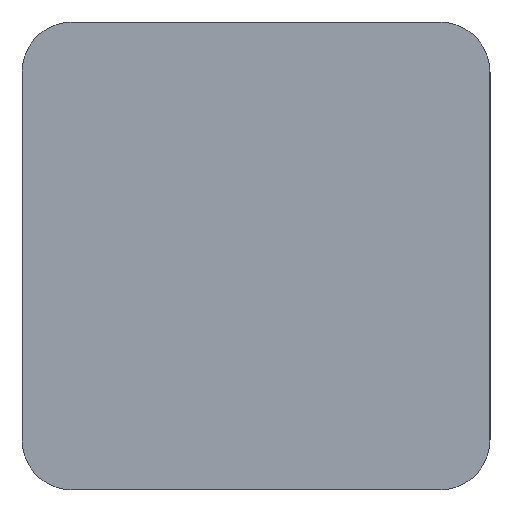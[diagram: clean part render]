
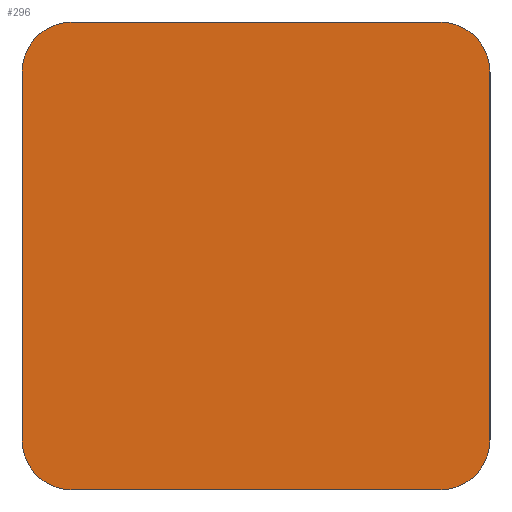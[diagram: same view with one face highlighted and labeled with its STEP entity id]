
A CAD part, front view. The second image highlights one B-rep face of the part: STEP entity #296.
In plain terms, the highlighted planar face has unit normal (0, -1, 0).
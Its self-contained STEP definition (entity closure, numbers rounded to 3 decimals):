
#27=PLANE('',#338);
#44=FACE_OUTER_BOUND('',#62,.T.);
#62=EDGE_LOOP('',(#251,#252,#253,#254,#255,#256,#257,#258));
#74=LINE('',#457,#103);
#84=LINE('',#485,#113);
#87=LINE('',#494,#116);
#89=LINE('',#499,#118);
#103=VECTOR('',#370,10.);
#113=VECTOR('',#394,10.);
#116=VECTOR('',#403,10.);
#118=VECTOR('',#411,10.);
#129=CIRCLE('',#322,1.5);
#134=CIRCLE('',#330,1.5);
#135=CIRCLE('',#333,1.5);
#136=CIRCLE('',#336,1.5);
#139=VERTEX_POINT('',#444);
#140=VERTEX_POINT('',#445);
#144=VERTEX_POINT('',#455);
#154=VERTEX_POINT('',#479);
#155=VERTEX_POINT('',#483);
#156=VERTEX_POINT('',#487);
#157=VERTEX_POINT('',#488);
#158=VERTEX_POINT('',#493);
#166=EDGE_CURVE('',#139,#140,#129,.T.);
#172=EDGE_CURVE('',#139,#144,#74,.T.);
#183=EDGE_CURVE('',#154,#144,#134,.T.);
#186=EDGE_CURVE('',#154,#155,#84,.T.);
#187=EDGE_CURVE('',#156,#157,#135,.T.);
#190=EDGE_CURVE('',#158,#157,#87,.T.);
#192=EDGE_CURVE('',#158,#155,#136,.T.);
#193=EDGE_CURVE('',#156,#140,#89,.T.);
#251=ORIENTED_EDGE('',*,*,#166,.F.);
#252=ORIENTED_EDGE('',*,*,#172,.T.);
#253=ORIENTED_EDGE('',*,*,#183,.F.);
#254=ORIENTED_EDGE('',*,*,#186,.T.);
#255=ORIENTED_EDGE('',*,*,#192,.F.);
#256=ORIENTED_EDGE('',*,*,#190,.T.);
#257=ORIENTED_EDGE('',*,*,#187,.F.);
#258=ORIENTED_EDGE('',*,*,#193,.T.);
#296=ADVANCED_FACE('',(#44),#27,.T.);
#322=AXIS2_PLACEMENT_3D('',#446,#360,#361);
#330=AXIS2_PLACEMENT_3D('',#480,#388,#389);
#333=AXIS2_PLACEMENT_3D('',#489,#397,#398);
#336=AXIS2_PLACEMENT_3D('',#497,#407,#408);
#338=AXIS2_PLACEMENT_3D('',#500,#412,#413);
#360=DIRECTION('center_axis',(0.,1.,0.));
#361=DIRECTION('ref_axis',(-0.707,0.,-0.707));
#370=DIRECTION('',(1.,0.,0.));
#388=DIRECTION('center_axis',(0.,1.,0.));
#389=DIRECTION('ref_axis',(0.707,0.,-0.707));
#394=DIRECTION('',(0.,0.,1.));
#397=DIRECTION('center_axis',(0.,1.,0.));
#398=DIRECTION('ref_axis',(-0.707,0.,0.707));
#403=DIRECTION('',(-1.,0.,0.));
#407=DIRECTION('center_axis',(0.,1.,0.));
#408=DIRECTION('ref_axis',(0.707,0.,0.707));
#411=DIRECTION('',(0.,0.,-1.));
#412=DIRECTION('center_axis',(0.,-1.,0.));
#413=DIRECTION('ref_axis',(1.,0.,0.));
#444=CARTESIAN_POINT('',(96.464,-194.846,50.));
#445=CARTESIAN_POINT('',(94.964,-194.846,51.5));
#446=CARTESIAN_POINT('Origin',(96.464,-194.846,51.5));
#455=CARTESIAN_POINT('',(107.464,-194.846,50.));
#457=CARTESIAN_POINT('',(108.964,-194.846,50.));
#479=CARTESIAN_POINT('',(108.964,-194.846,51.5));
#480=CARTESIAN_POINT('Origin',(107.464,-194.846,51.5));
#483=CARTESIAN_POINT('',(108.964,-194.846,62.5));
#485=CARTESIAN_POINT('',(108.964,-194.846,64.));
#487=CARTESIAN_POINT('',(94.964,-194.846,62.5));
#488=CARTESIAN_POINT('',(96.464,-194.846,64.));
#489=CARTESIAN_POINT('Origin',(96.464,-194.846,62.5));
#493=CARTESIAN_POINT('',(107.464,-194.846,64.));
#494=CARTESIAN_POINT('',(94.964,-194.846,64.));
#497=CARTESIAN_POINT('Origin',(107.464,-194.846,62.5));
#499=CARTESIAN_POINT('',(94.964,-194.846,50.));
#500=CARTESIAN_POINT('Origin',(101.964,-194.846,57.));
